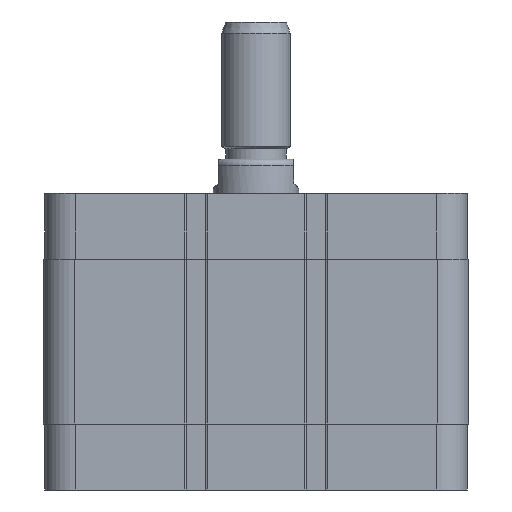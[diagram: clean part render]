
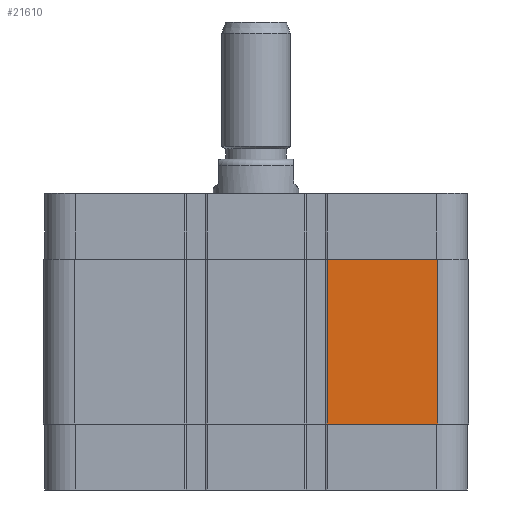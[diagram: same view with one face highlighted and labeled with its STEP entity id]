
A CAD part, front view. The second image highlights one B-rep face of the part: STEP entity #21610.
In plain terms, the highlighted planar face has unit normal (0, -1, 0).
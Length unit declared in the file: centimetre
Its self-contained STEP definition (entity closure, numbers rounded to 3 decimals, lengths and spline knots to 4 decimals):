
#937=PLANE($,#22479);
#2067=FACE_OUTER_BOUND($,#3360,.T.);
#3360=EDGE_LOOP($,(#19357,#19358,#19359,#19360));
#4798=LINE($,#42585,#6417);
#4955=LINE($,#43069,#6574);
#4981=LINE($,#43134,#6600);
#4982=LINE($,#43136,#6601);
#6417=VECTOR($,#25071,3.225);
#6574=VECTOR($,#25546,3.225);
#6600=VECTOR($,#25624,4.8);
#6601=VECTOR($,#25627,4.8);
#9965=VERTEX_POINT($,#42582);
#9966=VERTEX_POINT($,#42584);
#10133=VERTEX_POINT($,#43066);
#10134=VERTEX_POINT($,#43068);
#13003=EDGE_CURVE($,#9966,#9965,#4798,.T.);
#13245=EDGE_CURVE($,#10134,#10133,#4955,.T.);
#13279=EDGE_CURVE($,#10133,#9966,#4981,.T.);
#13280=EDGE_CURVE($,#10134,#9965,#4982,.T.);
#19357=ORIENTED_EDGE($,*,*,#13003,.T.);
#19358=ORIENTED_EDGE($,*,*,#13280,.F.);
#19359=ORIENTED_EDGE($,*,*,#13245,.T.);
#19360=ORIENTED_EDGE($,*,*,#13279,.T.);
#21610=ADVANCED_FACE($,(#2067),#937,.T.);
#22479=AXIS2_PLACEMENT_3D($,#43135,#25625,#25626);
#25071=DIRECTION($,(-1.,0.,0.));
#25546=DIRECTION($,(1.,0.,0.));
#25624=DIRECTION($,(0.,0.,1.));
#25625=DIRECTION('center_axis',(0.,-1.,0.));
#25626=DIRECTION('ref_axis',(1.,0.,0.));
#25627=DIRECTION($,(0.,0.,1.));
#42582=CARTESIAN_POINT('',(2.075,-6.2,6.725));
#42584=CARTESIAN_POINT('',(5.3,-6.2,6.725));
#42585=CARTESIAN_POINT($,(5.3,-6.2,6.725));
#43066=CARTESIAN_POINT('',(5.3,-6.2,1.925));
#43068=CARTESIAN_POINT('',(2.075,-6.2,1.925));
#43069=CARTESIAN_POINT($,(2.075,-6.2,1.925));
#43134=CARTESIAN_POINT($,(5.3,-6.2,1.925));
#43135=CARTESIAN_POINT('Origin',(5.3,-6.2,23.325));
#43136=CARTESIAN_POINT($,(2.075,-6.2,1.925));
